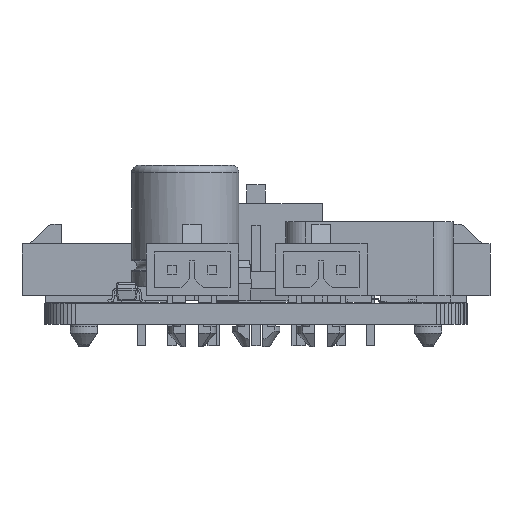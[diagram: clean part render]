
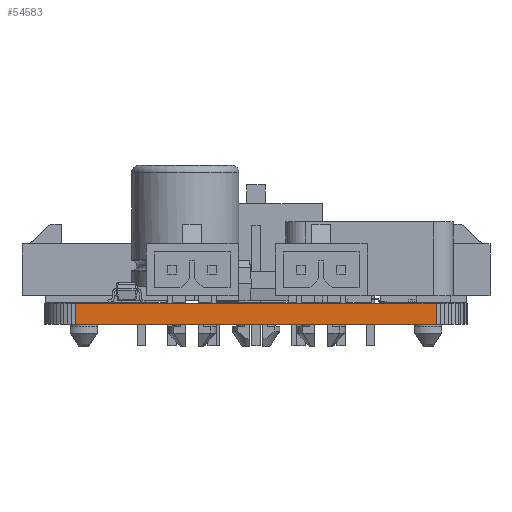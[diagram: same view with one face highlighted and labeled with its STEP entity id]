
A CAD part, left-side view. The second image highlights one B-rep face of the part: STEP entity #54583.
In plain terms, the highlighted planar face has unit normal (-1, 0, 0).
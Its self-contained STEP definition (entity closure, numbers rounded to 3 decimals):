
#49087 = PLANE('',#49088);
#49088 = AXIS2_PLACEMENT_3D('',#49089,#49090,#49091);
#49089 = CARTESIAN_POINT('',(147.447,-73.863,1.58));
#49090 = DIRECTION('',(-0.,-0.,-1.));
#49091 = DIRECTION('',(-1.,0.,0.));
#49141 = PLANE('',#49142);
#49142 = AXIS2_PLACEMENT_3D('',#49143,#49144,#49145);
#49143 = CARTESIAN_POINT('',(147.447,-73.863,0.));
#49144 = DIRECTION('',(-0.,-0.,-1.));
#49145 = DIRECTION('',(-1.,0.,0.));
#50258 = VERTEX_POINT('',#50259);
#50259 = CARTESIAN_POINT('',(121.463,-87.274,0.));
#50273 = PLANE('',#50274);
#50274 = AXIS2_PLACEMENT_3D('',#50275,#50276,#50277);
#50275 = CARTESIAN_POINT('',(121.483,-87.579,0.));
#50276 = DIRECTION('',(-0.998,-0.065,0.));
#50277 = DIRECTION('',(-0.065,0.998,0.));
#50285 = EDGE_CURVE('',#50258,#50286,#50288,.T.);
#50286 = VERTEX_POINT('',#50287);
#50287 = CARTESIAN_POINT('',(121.463,-60.452,0.));
#50288 = SURFACE_CURVE('',#50289,(#50293,#50300),.PCURVE_S1.);
#50289 = LINE('',#50290,#50291);
#50290 = CARTESIAN_POINT('',(121.463,-87.274,0.));
#50291 = VECTOR('',#50292,1.);
#50292 = DIRECTION('',(0.,1.,0.));
#50293 = PCURVE('',#49141,#50294);
#50294 = DEFINITIONAL_REPRESENTATION('',(#50295),#50299);
#50295 = LINE('',#50296,#50297);
#50296 = CARTESIAN_POINT('',(25.984,-13.411));
#50297 = VECTOR('',#50298,1.);
#50298 = DIRECTION('',(0.,1.));
#50299 = ( GEOMETRIC_REPRESENTATION_CONTEXT(2) 
PARAMETRIC_REPRESENTATION_CONTEXT() REPRESENTATION_CONTEXT('2D SPACE',''
  ) );
#50300 = PCURVE('',#50301,#50306);
#50301 = PLANE('',#50302);
#50302 = AXIS2_PLACEMENT_3D('',#50303,#50304,#50305);
#50303 = CARTESIAN_POINT('',(121.463,-87.274,0.));
#50304 = DIRECTION('',(-1.,0.,0.));
#50305 = DIRECTION('',(0.,1.,0.));
#50306 = DEFINITIONAL_REPRESENTATION('',(#50307),#50311);
#50307 = LINE('',#50308,#50309);
#50308 = CARTESIAN_POINT('',(0.,0.));
#50309 = VECTOR('',#50310,1.);
#50310 = DIRECTION('',(1.,0.));
#50311 = ( GEOMETRIC_REPRESENTATION_CONTEXT(2) 
PARAMETRIC_REPRESENTATION_CONTEXT() REPRESENTATION_CONTEXT('2D SPACE',''
  ) );
#50329 = PLANE('',#50330);
#50330 = AXIS2_PLACEMENT_3D('',#50331,#50332,#50333);
#50331 = CARTESIAN_POINT('',(121.463,-60.452,0.));
#50332 = DIRECTION('',(-0.998,0.065,0.));
#50333 = DIRECTION('',(0.065,0.998,0.));
#52579 = VERTEX_POINT('',#52580);
#52580 = CARTESIAN_POINT('',(121.463,-87.274,1.58));
#52601 = EDGE_CURVE('',#52579,#52602,#52604,.T.);
#52602 = VERTEX_POINT('',#52603);
#52603 = CARTESIAN_POINT('',(121.463,-60.452,1.58));
#52604 = SURFACE_CURVE('',#52605,(#52609,#52616),.PCURVE_S1.);
#52605 = LINE('',#52606,#52607);
#52606 = CARTESIAN_POINT('',(121.463,-87.274,1.58));
#52607 = VECTOR('',#52608,1.);
#52608 = DIRECTION('',(0.,1.,0.));
#52609 = PCURVE('',#49087,#52610);
#52610 = DEFINITIONAL_REPRESENTATION('',(#52611),#52615);
#52611 = LINE('',#52612,#52613);
#52612 = CARTESIAN_POINT('',(25.984,-13.411));
#52613 = VECTOR('',#52614,1.);
#52614 = DIRECTION('',(0.,1.));
#52615 = ( GEOMETRIC_REPRESENTATION_CONTEXT(2) 
PARAMETRIC_REPRESENTATION_CONTEXT() REPRESENTATION_CONTEXT('2D SPACE',''
  ) );
#52616 = PCURVE('',#50301,#52617);
#52617 = DEFINITIONAL_REPRESENTATION('',(#52618),#52622);
#52618 = LINE('',#52619,#52620);
#52619 = CARTESIAN_POINT('',(0.,-1.58));
#52620 = VECTOR('',#52621,1.);
#52621 = DIRECTION('',(1.,0.));
#52622 = ( GEOMETRIC_REPRESENTATION_CONTEXT(2) 
PARAMETRIC_REPRESENTATION_CONTEXT() REPRESENTATION_CONTEXT('2D SPACE',''
  ) );
#54533 = EDGE_CURVE('',#50286,#52602,#54534,.T.);
#54534 = SURFACE_CURVE('',#54535,(#54539,#54546),.PCURVE_S1.);
#54535 = LINE('',#54536,#54537);
#54536 = CARTESIAN_POINT('',(121.463,-60.452,0.));
#54537 = VECTOR('',#54538,1.);
#54538 = DIRECTION('',(0.,0.,1.));
#54539 = PCURVE('',#50329,#54540);
#54540 = DEFINITIONAL_REPRESENTATION('',(#54541),#54545);
#54541 = LINE('',#54542,#54543);
#54542 = CARTESIAN_POINT('',(0.,0.));
#54543 = VECTOR('',#54544,1.);
#54544 = DIRECTION('',(0.,-1.));
#54545 = ( GEOMETRIC_REPRESENTATION_CONTEXT(2) 
PARAMETRIC_REPRESENTATION_CONTEXT() REPRESENTATION_CONTEXT('2D SPACE',''
  ) );
#54546 = PCURVE('',#50301,#54547);
#54547 = DEFINITIONAL_REPRESENTATION('',(#54548),#54552);
#54548 = LINE('',#54549,#54550);
#54549 = CARTESIAN_POINT('',(26.822,0.));
#54550 = VECTOR('',#54551,1.);
#54551 = DIRECTION('',(0.,-1.));
#54552 = ( GEOMETRIC_REPRESENTATION_CONTEXT(2) 
PARAMETRIC_REPRESENTATION_CONTEXT() REPRESENTATION_CONTEXT('2D SPACE',''
  ) );
#54583 = ADVANCED_FACE('',(#54584),#50301,.T.);
#54584 = FACE_BOUND('',#54585,.T.);
#54585 = EDGE_LOOP('',(#54586,#54607,#54608,#54609));
#54586 = ORIENTED_EDGE('',*,*,#54587,.T.);
#54587 = EDGE_CURVE('',#50258,#52579,#54588,.T.);
#54588 = SURFACE_CURVE('',#54589,(#54593,#54600),.PCURVE_S1.);
#54589 = LINE('',#54590,#54591);
#54590 = CARTESIAN_POINT('',(121.463,-87.274,0.));
#54591 = VECTOR('',#54592,1.);
#54592 = DIRECTION('',(0.,0.,1.));
#54593 = PCURVE('',#50301,#54594);
#54594 = DEFINITIONAL_REPRESENTATION('',(#54595),#54599);
#54595 = LINE('',#54596,#54597);
#54596 = CARTESIAN_POINT('',(0.,0.));
#54597 = VECTOR('',#54598,1.);
#54598 = DIRECTION('',(0.,-1.));
#54599 = ( GEOMETRIC_REPRESENTATION_CONTEXT(2) 
PARAMETRIC_REPRESENTATION_CONTEXT() REPRESENTATION_CONTEXT('2D SPACE',''
  ) );
#54600 = PCURVE('',#50273,#54601);
#54601 = DEFINITIONAL_REPRESENTATION('',(#54602),#54606);
#54602 = LINE('',#54603,#54604);
#54603 = CARTESIAN_POINT('',(0.306,0.));
#54604 = VECTOR('',#54605,1.);
#54605 = DIRECTION('',(0.,-1.));
#54606 = ( GEOMETRIC_REPRESENTATION_CONTEXT(2) 
PARAMETRIC_REPRESENTATION_CONTEXT() REPRESENTATION_CONTEXT('2D SPACE',''
  ) );
#54607 = ORIENTED_EDGE('',*,*,#52601,.T.);
#54608 = ORIENTED_EDGE('',*,*,#54533,.F.);
#54609 = ORIENTED_EDGE('',*,*,#50285,.F.);
